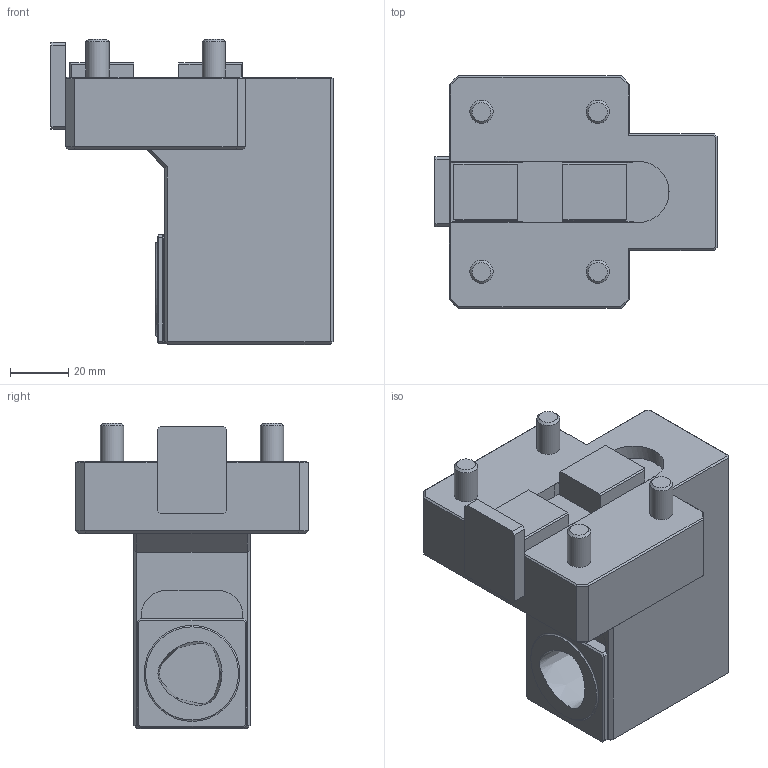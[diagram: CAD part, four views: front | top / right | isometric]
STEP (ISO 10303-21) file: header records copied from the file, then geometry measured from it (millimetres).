
FILE_DESCRIPTION(/* description */ (''),/* implementation_level */ '2;1');
FILE_NAME(/* name */ '1619083349792.stp',/* time_stamp */ '2021-04-22T11:22:37+02:00',/* author */ (''),/* organization */ ('SMS'),/* preprocessor_version */ 'ST-DEVELOPER v16.7',/* originating_system */ 'SIEMENS PLM Software NX 12.0',/* authorisation */ '');
FILE_SCHEMA (('AUTOMOTIVE_DESIGN { 1 0 10303 214 3 1 1 1 }'));
Length unit declared in the file: millimetre
Products named in the file (1): 203502566mod000_00
Bounding box: 97 x 80 x 105 mm (x, y, z)
Volume: 313474.8 mm3; surface area: 40552.7 mm2
Topology: 1 solids, 1 shells, 205 faces, 536 edges, 336 vertices
Faces by surface type: plane 174, cylinder 24, cone 4, torus 2, bspline 1
Full cylindrical faces by diameter (mm): 2 x1, 3.5 x4, 8 x4
Entity records: 6310 total; most frequent: CARTESIAN_POINT 1279, ORIENTED_EDGE 1028, DIRECTION 991, EDGE_CURVE 514, LINE 423, VECTOR 423, VERTEX_POINT 327, AXIS2_PLACEMENT_3D 284
